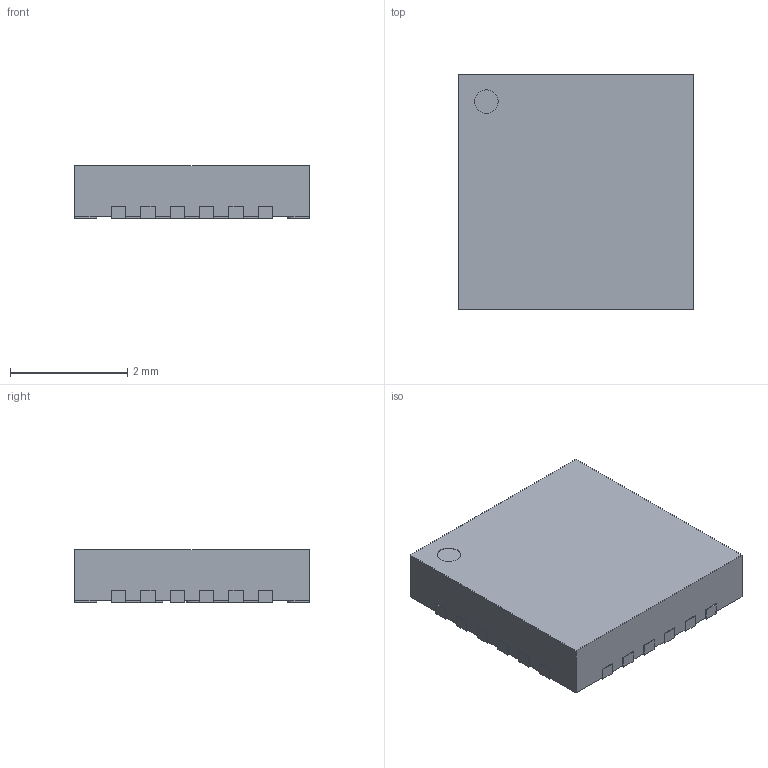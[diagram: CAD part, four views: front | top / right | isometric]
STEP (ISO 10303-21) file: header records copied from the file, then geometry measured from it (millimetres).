
FILE_DESCRIPTION(/* description */ ('Unknown'),/* implementation_level */ '2;1');
FILE_NAME(/* name */ 'TPS259830ONRGER',/* time_stamp */ '2025-02-05T20:59:29+02:00',/* author */ ('Unknown'),/* organization */ ('Unknown'),/* preprocessor_version */ 'ST-DEVELOPER v18.102',/* originating_system */ 'Solid Edge',/* authorisation */ 'Unknown');
FILE_SCHEMA (('AUTOMOTIVE_DESIGN {1 0 10303 214 3 1 1}'));
Length unit declared in the file: millimetre
Products named in the file (1): TPS259830ONRGER
Bounding box: 4.02 x 4.02 x 0.9 mm (x, y, z)
Volume: 14.2 mm3; surface area: 47.3 mm2
Topology: 1 solids, 1 shells, 218 faces, 639 edges, 426 vertices
Faces by surface type: plane 162, cylinder 56
Full cylindrical faces by diameter (mm): 0.4 x1
Entity records: 8740 total; most frequent: CARTESIAN_POINT 1283, ORIENTED_EDGE 1276, DIRECTION 1188, EDGE_CURVE 638, LINE 526, VECTOR 526, VERTEX_POINT 426, AXIS2_PLACEMENT_3D 331
